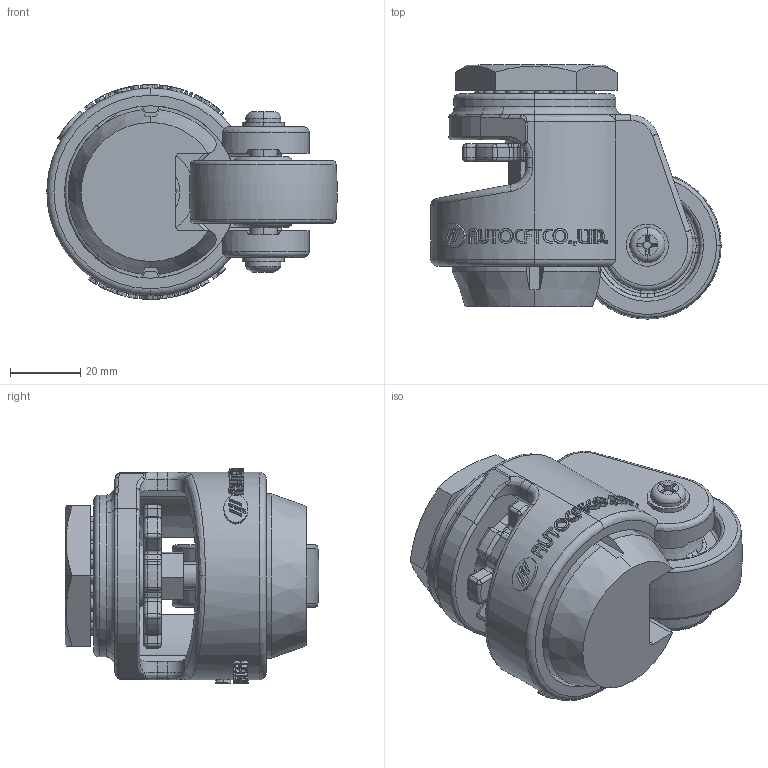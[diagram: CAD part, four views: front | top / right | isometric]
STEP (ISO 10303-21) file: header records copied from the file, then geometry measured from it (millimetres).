
FILE_DESCRIPTION (( 'STEP AP203' ), '1' );
FILE_NAME ('AC-50S.STEP', '2015-08-13T08:17:30', ( 'WON SINCHUL' ), ( 'Hewlett-Packard Company' ), 'SwSTEP 2.0', 'SolidWorks 2015', '' );
FILE_SCHEMA (( 'CONFIG_CONTROL_DESIGN' ));
Products named in the file (1): AC-50S
Bounding box: 82.46 x 72.16 x 61 mm (x, y, z)
Volume: 128208.8 mm3; surface area: 54791.2 mm2
Topology: 31 solids, 31 shells, 1126 faces, 2973 edges, 1890 vertices
Faces by surface type: plane 354, cylinder 260, bspline 251, torus 154, sphere 78, cone 29
Entity records: 66700 total; most frequent: CARTESIAN_POINT 41357, ORIENTED_EDGE 5648, DIRECTION 4699, EDGE_CURVE 2824, AXIS2_PLACEMENT_3D 1931, VERTEX_POINT 1821, EDGE_LOOP 1205, FACE_OUTER_BOUND 1126
